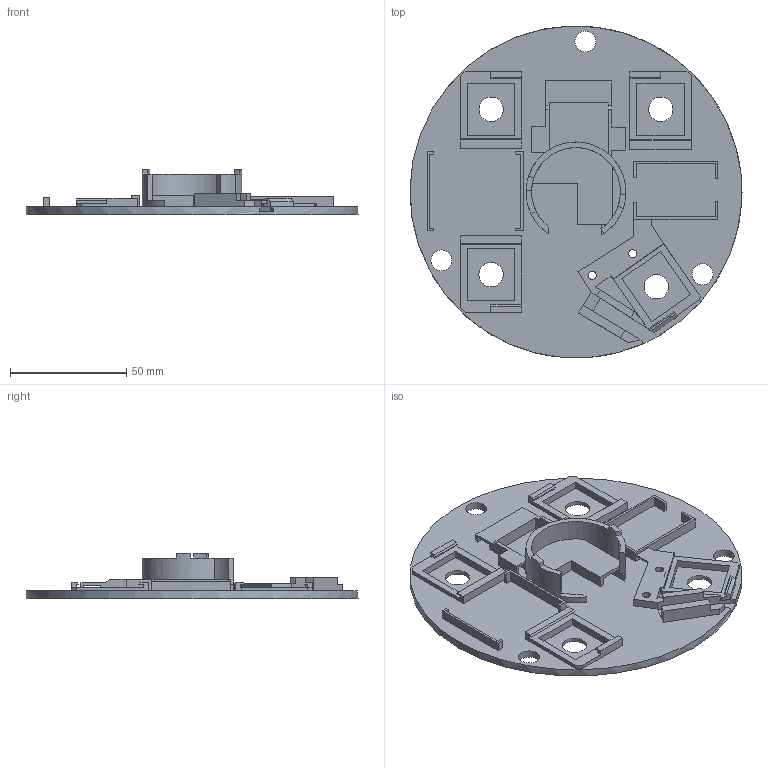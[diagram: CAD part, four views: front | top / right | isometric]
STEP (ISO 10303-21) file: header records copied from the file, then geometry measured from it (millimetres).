
FILE_DESCRIPTION(('HOOPS Exchange Step'),'2;1');
FILE_NAME('temp_export','2019-05-10T20:59:27+03:00',('mobile'),('Shapr3D Limited'),'HOOPS Exchange 2022.2','Shapr3D','Authorized');
FILE_SCHEMA( ('AUTOMOTIVE_DESIGN { 1 0 10303 214 1 1 1 1 }') );
Length unit declared in the file: millimetre
Products named in the file (1): root
Bounding box: 142.8 x 142.8 x 19.5 mm (x, y, z)
Volume: 58091.6 mm3; surface area: 44739.8 mm2
Topology: 1 solids, 1 shells, 263 faces, 795 edges, 533 vertices
Faces by surface type: plane 242, cylinder 17, cone 4
Full cylindrical faces by diameter (mm): 3.5 x2, 9 x3, 10.5 x4, 142.8 x1
Entity records: 8925 total; most frequent: CARTESIAN_POINT 1594, ORIENTED_EDGE 1590, DIRECTION 1411, EDGE_CURVE 795, VECTOR 703, LINE 703, VERTEX_POINT 533, AXIS2_PLACEMENT_3D 354
